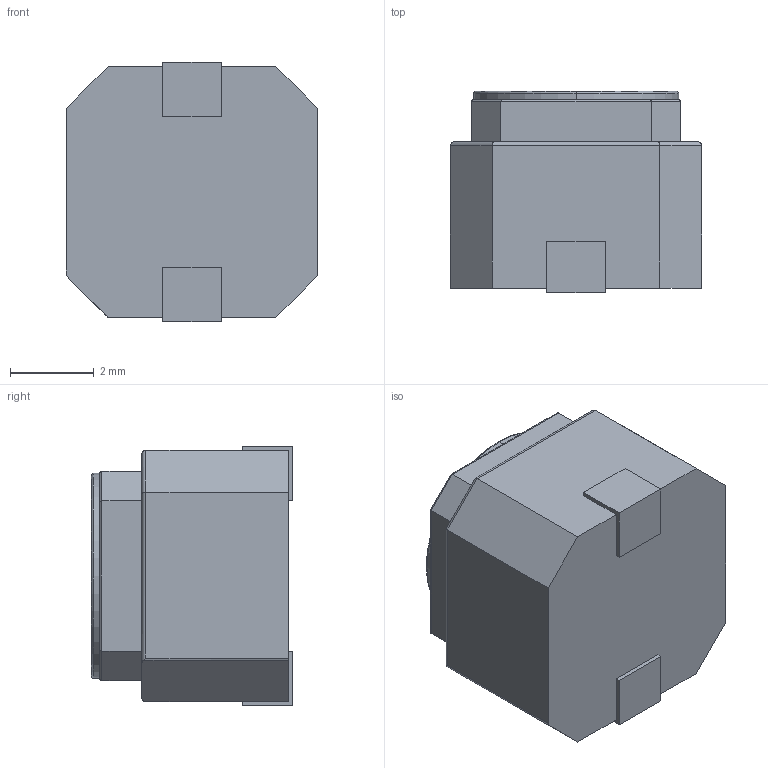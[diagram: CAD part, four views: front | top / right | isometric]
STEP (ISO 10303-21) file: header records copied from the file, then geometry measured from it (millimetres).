
FILE_DESCRIPTION (( 'STEP AP214' ), '1' );
FILE_NAME ('KeyMute_6x6x5.STEP', '2018-03-15T13:23:21', ( 'Microsoft' ), ( 'Microsoft' ), 'SwSTEP 2.0', 'SolidWorks 2017', '' );
FILE_SCHEMA (( 'AUTOMOTIVE_DESIGN' ));
Length unit declared in the file: millimetre
Products named in the file (1): KeyMute_6x6x5
Bounding box: 6 x 4.8 x 6.2 mm (x, y, z)
Volume: 143.6 mm3; surface area: 240.4 mm2
Topology: 1 solids, 1 shells, 62 faces, 155 edges, 97 vertices
Faces by surface type: plane 42, cylinder 18, torus 2
Entity records: 1963 total; most frequent: CARTESIAN_POINT 366, ORIENTED_EDGE 310, DIRECTION 274, EDGE_CURVE 155, LINE 128, VECTOR 128, VERTEX_POINT 97, AXIS2_PLACEMENT_3D 73
